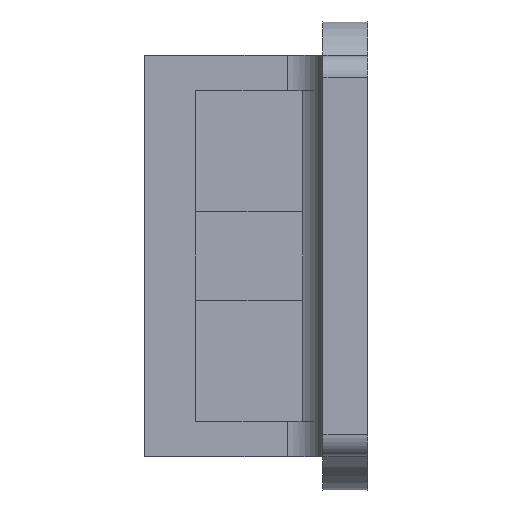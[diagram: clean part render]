
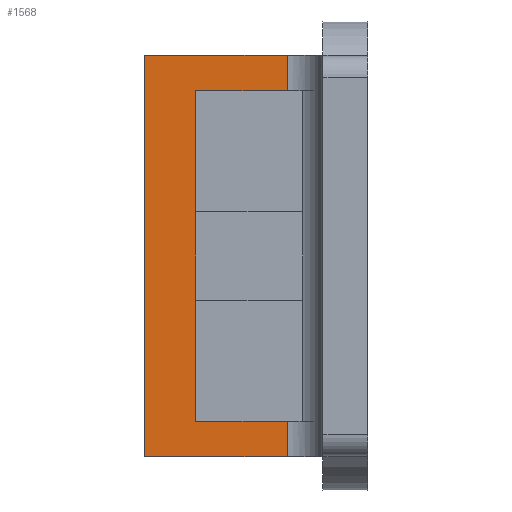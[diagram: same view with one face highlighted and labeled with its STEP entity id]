
A CAD part, left-side view. The second image highlights one B-rep face of the part: STEP entity #1568.
In plain terms, the highlighted planar face has unit normal (-1, 0, 0).
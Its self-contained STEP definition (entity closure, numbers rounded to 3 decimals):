
#17 = VECTOR ( 'NONE', #553, 1000. ) ;
#18 = CARTESIAN_POINT ( 'NONE',  ( 32.85, 3.6, 18. ) ) ;
#41 = CARTESIAN_POINT ( 'NONE',  ( 32.85, 3.6, 16.4 ) ) ;
#74 = CARTESIAN_POINT ( 'NONE',  ( 32.85, 3.6, 18. ) ) ;
#112 = AXIS2_PLACEMENT_3D ( 'NONE', #1475, #990, #783 ) ;
#113 = DIRECTION ( 'NONE',  ( 0., 1., 0. ) ) ;
#119 = EDGE_CURVE ( 'NONE', #1517, #1088, #616, .T. ) ;
#166 = CARTESIAN_POINT ( 'NONE',  ( 32.85, 7.7, 1.6 ) ) ;
#206 = DIRECTION ( 'NONE',  ( 0., -1., 0. ) ) ;
#215 = CARTESIAN_POINT ( 'NONE',  ( 32.85, 3.6, 16.4 ) ) ;
#252 = DIRECTION ( 'NONE',  ( 0., 0., 1. ) ) ;
#267 = VERTEX_POINT ( 'NONE', #18 ) ;
#313 = VERTEX_POINT ( 'NONE', #166 ) ;
#412 = VECTOR ( 'NONE', #440, 1000. ) ;
#427 = LINE ( 'NONE', #74, #468 ) ;
#431 = VECTOR ( 'NONE', #645, 1000. ) ;
#438 = VECTOR ( 'NONE', #113, 1000. ) ;
#439 = LINE ( 'NONE', #1623, #487 ) ;
#440 = DIRECTION ( 'NONE',  ( 0., 0., -1. ) ) ;
#447 = CARTESIAN_POINT ( 'NONE',  ( 32.85, 3.6, 18. ) ) ;
#458 = LINE ( 'NONE', #1074, #438 ) ;
#466 = LINE ( 'NONE', #1762, #412 ) ;
#468 = VECTOR ( 'NONE', #678, 1000. ) ;
#473 = LINE ( 'NONE', #795, #489 ) ;
#485 = LINE ( 'NONE', #41, #431 ) ;
#487 = VECTOR ( 'NONE', #252, 1000. ) ;
#489 = VECTOR ( 'NONE', #1656, 1000. ) ;
#536 = FACE_OUTER_BOUND ( 'NONE', #1795, .T. ) ;
#553 = DIRECTION ( 'NONE',  ( 0., -1., 0. ) ) ;
#574 = CARTESIAN_POINT ( 'NONE',  ( 32.85, 7.7, 16.4 ) ) ;
#603 = EDGE_CURVE ( 'NONE', #267, #1323, #473, .T. ) ;
#616 = LINE ( 'NONE', #1338, #766 ) ;
#628 = EDGE_CURVE ( 'NONE', #1154, #1323, #485, .T. ) ;
#645 = DIRECTION ( 'NONE',  ( 0., -1., 0. ) ) ;
#658 = EDGE_CURVE ( 'NONE', #313, #1154, #439, .T. ) ;
#667 = EDGE_CURVE ( 'NONE', #1544, #313, #458, .T. ) ;
#670 = EDGE_CURVE ( 'NONE', #1544, #1088, #427, .T. ) ;
#678 = DIRECTION ( 'NONE',  ( 0., 0., -1. ) ) ;
#706 = EDGE_CURVE ( 'NONE', #1152, #1517, #466, .T. ) ;
#710 = ORIENTED_EDGE ( 'NONE', *, *, #706, .T. ) ;
#766 = VECTOR ( 'NONE', #206, 1000. ) ;
#783 = DIRECTION ( 'NONE',  ( 0., 0., -1. ) ) ;
#795 = CARTESIAN_POINT ( 'NONE',  ( 32.85, 3.6, 18. ) ) ;
#902 = PLANE ( 'NONE',  #112 ) ;
#990 = DIRECTION ( 'NONE',  ( 1., 0., 0. ) ) ;
#1017 = CARTESIAN_POINT ( 'NONE',  ( 32.85, 3.6, 0. ) ) ;
#1074 = CARTESIAN_POINT ( 'NONE',  ( 32.85, 3.6, 1.6 ) ) ;
#1088 = VERTEX_POINT ( 'NONE', #1017 ) ;
#1117 = CARTESIAN_POINT ( 'NONE',  ( 32.85, 10., 0. ) ) ;
#1152 = VERTEX_POINT ( 'NONE', #1768 ) ;
#1154 = VERTEX_POINT ( 'NONE', #574 ) ;
#1251 = ORIENTED_EDGE ( 'NONE', *, *, #628, .T. ) ;
#1323 = VERTEX_POINT ( 'NONE', #215 ) ;
#1338 = CARTESIAN_POINT ( 'NONE',  ( 32.85, 3.6, 0. ) ) ;
#1344 = ORIENTED_EDGE ( 'NONE', *, *, #1609, .F. ) ;
#1355 = ORIENTED_EDGE ( 'NONE', *, *, #667, .T. ) ;
#1433 = LINE ( 'NONE', #447, #17 ) ;
#1475 = CARTESIAN_POINT ( 'NONE',  ( 32.85, 3.6, 18. ) ) ;
#1502 = ORIENTED_EDGE ( 'NONE', *, *, #670, .F. ) ;
#1504 = ORIENTED_EDGE ( 'NONE', *, *, #603, .F. ) ;
#1517 = VERTEX_POINT ( 'NONE', #1117 ) ;
#1544 = VERTEX_POINT ( 'NONE', #1780 ) ;
#1568 = ADVANCED_FACE ( 'NONE', ( #536 ), #902, .F. ) ;
#1609 = EDGE_CURVE ( 'NONE', #1152, #267, #1433, .T. ) ;
#1623 = CARTESIAN_POINT ( 'NONE',  ( 32.85, 7.7, 18. ) ) ;
#1647 = ORIENTED_EDGE ( 'NONE', *, *, #119, .T. ) ;
#1656 = DIRECTION ( 'NONE',  ( 0., 0., -1. ) ) ;
#1740 = ORIENTED_EDGE ( 'NONE', *, *, #658, .T. ) ;
#1762 = CARTESIAN_POINT ( 'NONE',  ( 32.85, 10., 18. ) ) ;
#1768 = CARTESIAN_POINT ( 'NONE',  ( 32.85, 10., 18. ) ) ;
#1780 = CARTESIAN_POINT ( 'NONE',  ( 32.85, 3.6, 1.6 ) ) ;
#1795 = EDGE_LOOP ( 'NONE', ( #1502, #1355, #1740, #1251, #1504, #1344, #710, #1647 ) ) ;
